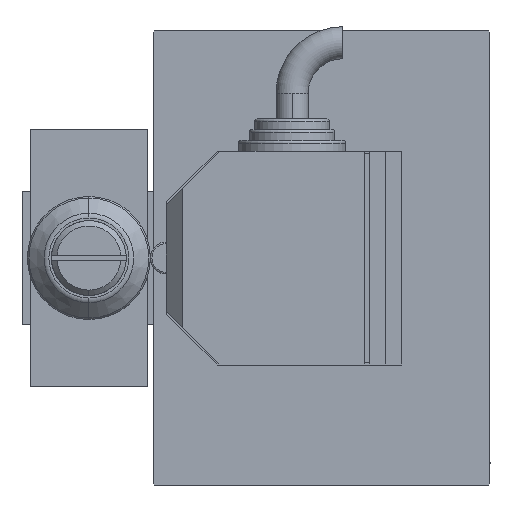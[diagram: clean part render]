
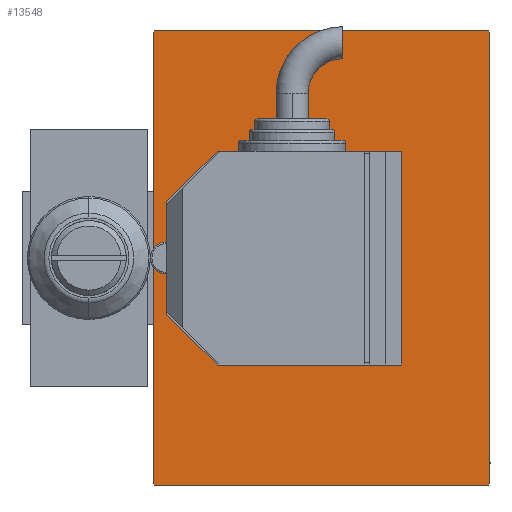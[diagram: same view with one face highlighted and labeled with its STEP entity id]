
A CAD part, left-side view. The second image highlights one B-rep face of the part: STEP entity #13548.
In plain terms, the highlighted face is planar.
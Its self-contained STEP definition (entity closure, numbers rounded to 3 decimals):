
#335 = VERTEX_POINT ( 'NONE', #43658 ) ;
#716 = ORIENTED_EDGE ( 'NONE', *, *, #37274, .T. ) ;
#2160 = VERTEX_POINT ( 'NONE', #35597 ) ;
#2571 = ORIENTED_EDGE ( 'NONE', *, *, #3816, .T. ) ;
#3081 = CARTESIAN_POINT ( 'NONE',  ( 143., 31.2, 42.5 ) ) ;
#3816 = EDGE_CURVE ( 'NONE', #12382, #335, #21221, .T. ) ;
#4288 = LINE ( 'NONE', #37170, #31750 ) ;
#4692 = DIRECTION ( 'NONE',  ( 1., 0., 0. ) ) ;
#5708 = LINE ( 'NONE', #21929, #21748 ) ;
#5979 = EDGE_CURVE ( 'NONE', #335, #31782, #5708, .T. ) ;
#7185 = DIRECTION ( 'NONE',  ( 0., 0., -1. ) ) ;
#8849 = DIRECTION ( 'NONE',  ( 0., 0.707, -0.707 ) ) ;
#10548 = CARTESIAN_POINT ( 'NONE',  ( 143., 31.5, -42.2 ) ) ;
#11846 = VECTOR ( 'NONE', #23860, 1000. ) ;
#11892 = LINE ( 'NONE', #22188, #22517 ) ;
#12229 = EDGE_LOOP ( 'NONE', ( #716, #37213, #2571, #20501, #26083, #31211, #49403, #45766 ) ) ;
#12382 = VERTEX_POINT ( 'NONE', #10548 ) ;
#13548 = ADVANCED_FACE ( 'NONE', ( #43395 ), #17176, .T. ) ;
#14967 = EDGE_CURVE ( 'NONE', #21395, #12382, #27783, .T. ) ;
#16079 = DIRECTION ( 'NONE',  ( 0., 0.707, 0.707 ) ) ;
#17176 = PLANE ( 'NONE',  #24306 ) ;
#17998 = VECTOR ( 'NONE', #16079, 1000. ) ;
#19411 = EDGE_CURVE ( 'NONE', #2160, #48800, #43564, .T. ) ;
#19888 = LINE ( 'NONE', #35134, #11846 ) ;
#19925 = CARTESIAN_POINT ( 'NONE',  ( 143., 0., 0. ) ) ;
#20501 = ORIENTED_EDGE ( 'NONE', *, *, #5979, .T. ) ;
#21221 = LINE ( 'NONE', #27712, #24872 ) ;
#21395 = VERTEX_POINT ( 'NONE', #33900 ) ;
#21748 = VECTOR ( 'NONE', #40657, 1000. ) ;
#21929 = CARTESIAN_POINT ( 'NONE',  ( 143., 36.85, 36.85 ) ) ;
#22188 = CARTESIAN_POINT ( 'NONE',  ( 143., -31.5, -42.5 ) ) ;
#22517 = VECTOR ( 'NONE', #46340, 1000. ) ;
#23665 = EDGE_CURVE ( 'NONE', #31782, #37090, #4288, .T. ) ;
#23860 = DIRECTION ( 'NONE',  ( 0., -0.707, -0.707 ) ) ;
#24306 = AXIS2_PLACEMENT_3D ( 'NONE', #19925, #4692, #28141 ) ;
#24872 = VECTOR ( 'NONE', #36218, 1000. ) ;
#26083 = ORIENTED_EDGE ( 'NONE', *, *, #23665, .T. ) ;
#26280 = VECTOR ( 'NONE', #8849, 1000. ) ;
#26995 = EDGE_CURVE ( 'NONE', #37090, #40891, #19888, .T. ) ;
#27712 = CARTESIAN_POINT ( 'NONE',  ( 143., 31.5, -42.5 ) ) ;
#27783 = LINE ( 'NONE', #32291, #17998 ) ;
#27964 = CARTESIAN_POINT ( 'NONE',  ( 143., -31.5, 42.2 ) ) ;
#28141 = DIRECTION ( 'NONE',  ( 0., 0., -1. ) ) ;
#31211 = ORIENTED_EDGE ( 'NONE', *, *, #26995, .T. ) ;
#31750 = VECTOR ( 'NONE', #40154, 1000. ) ;
#31782 = VERTEX_POINT ( 'NONE', #3081 ) ;
#32291 = CARTESIAN_POINT ( 'NONE',  ( 143., 36.85, -36.85 ) ) ;
#33165 = LINE ( 'NONE', #34165, #43442 ) ;
#33900 = CARTESIAN_POINT ( 'NONE',  ( 143., 31.2, -42.5 ) ) ;
#34165 = CARTESIAN_POINT ( 'NONE',  ( 143., -31.5, 42.5 ) ) ;
#35134 = CARTESIAN_POINT ( 'NONE',  ( 143., -36.85, 36.85 ) ) ;
#35597 = CARTESIAN_POINT ( 'NONE',  ( 143., -31.5, -42.2 ) ) ;
#36218 = DIRECTION ( 'NONE',  ( 0., 0., 1. ) ) ;
#37090 = VERTEX_POINT ( 'NONE', #44198 ) ;
#37170 = CARTESIAN_POINT ( 'NONE',  ( 143., 31.5, 42.5 ) ) ;
#37213 = ORIENTED_EDGE ( 'NONE', *, *, #14967, .T. ) ;
#37274 = EDGE_CURVE ( 'NONE', #48800, #21395, #11892, .T. ) ;
#40154 = DIRECTION ( 'NONE',  ( 0., -1., 0. ) ) ;
#40312 = CARTESIAN_POINT ( 'NONE',  ( 143., -31.2, -42.5 ) ) ;
#40657 = DIRECTION ( 'NONE',  ( 0., -0.707, 0.707 ) ) ;
#40891 = VERTEX_POINT ( 'NONE', #27964 ) ;
#43311 = CARTESIAN_POINT ( 'NONE',  ( 143., -36.85, -36.85 ) ) ;
#43395 = FACE_OUTER_BOUND ( 'NONE', #12229, .T. ) ;
#43442 = VECTOR ( 'NONE', #7185, 1000. ) ;
#43564 = LINE ( 'NONE', #43311, #26280 ) ;
#43658 = CARTESIAN_POINT ( 'NONE',  ( 143., 31.5, 42.2 ) ) ;
#44198 = CARTESIAN_POINT ( 'NONE',  ( 143., -31.2, 42.5 ) ) ;
#45766 = ORIENTED_EDGE ( 'NONE', *, *, #19411, .T. ) ;
#46340 = DIRECTION ( 'NONE',  ( 0., 1., 0. ) ) ;
#47093 = EDGE_CURVE ( 'NONE', #40891, #2160, #33165, .T. ) ;
#48800 = VERTEX_POINT ( 'NONE', #40312 ) ;
#49403 = ORIENTED_EDGE ( 'NONE', *, *, #47093, .T. ) ;
